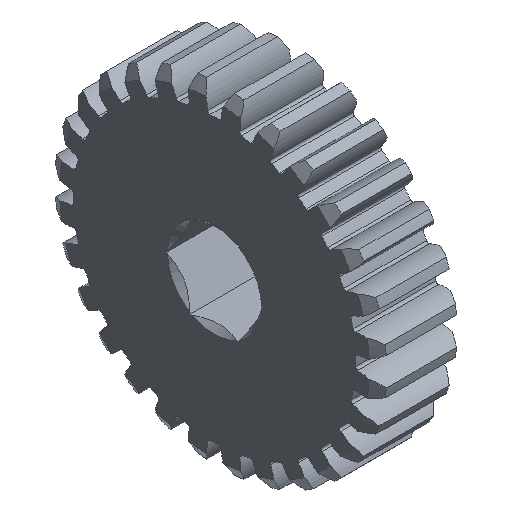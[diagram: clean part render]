
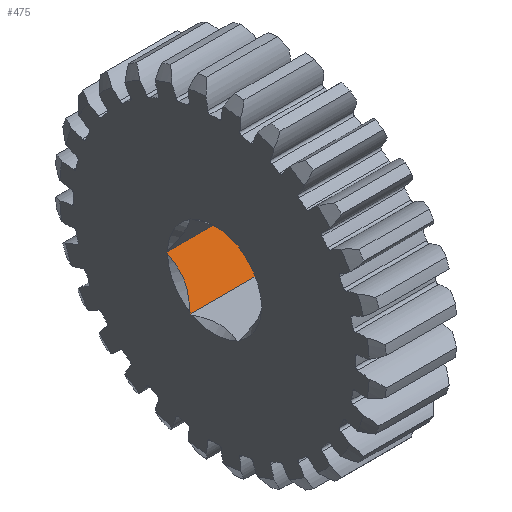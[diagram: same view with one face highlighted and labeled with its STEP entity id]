
A CAD part, isometric view. The second image highlights one B-rep face of the part: STEP entity #475.
In plain terms, the highlighted planar face has unit normal (0, -0.866, 0.5).
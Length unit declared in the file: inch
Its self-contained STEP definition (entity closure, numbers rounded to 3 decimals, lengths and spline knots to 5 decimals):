
#260=CARTESIAN_POINT('',(-0.1875,0.10825,-0.1875));
#261=VERTEX_POINT('',#260);
#352=CARTESIAN_POINT('',(0.2175,0.10825,-0.1875));
#353=VERTEX_POINT('',#352);
#360=CARTESIAN_POINT('',(0.2175,0.10825,-0.1875));
#361=DIRECTION('',(-1.0,0.0,0.0));
#362=VECTOR('',#361,0.405);
#363=LINE('',#360,#362);
#364=EDGE_CURVE('',#353,#261,#363,.T.);
#369=CARTESIAN_POINT('',(0.0,0.21651,0.));
#370=DIRECTION('',(0.0,0.866,-0.5));
#371=DIRECTION('',(-1.0,0.0,0.0));
#372=AXIS2_PLACEMENT_3D('',#369,#370,#371);
#373=PLANE('',#372);
#374=CARTESIAN_POINT('',(-0.1875,0.21238,-0.00715));
#375=VERTEX_POINT('',#374);
#376=CARTESIAN_POINT('',(-0.1875,0.21651,0.));
#377=VERTEX_POINT('',#376);
#378=CARTESIAN_POINT('',(-0.1875,0.21238,-0.00715));
#379=DIRECTION('',(0.0,0.5,0.866));
#380=VECTOR('',#379,0.00825);
#381=LINE('',#378,#380);
#382=EDGE_CURVE('',#375,#377,#381,.T.);
#383=ORIENTED_EDGE('',*,*,#382,.F.);
#384=CARTESIAN_POINT('',(-0.1625,0.16238,-0.09375));
#385=VERTEX_POINT('',#384);
#386=CARTESIAN_POINT('',(-0.1625,0.16238,-0.09375));
#387=CARTESIAN_POINT('',(-0.1625,0.18582,-0.05316));
#388=CARTESIAN_POINT('',(-0.1875,0.21238,-0.00715));
#396=(BOUNDED_CURVE()B_SPLINE_CURVE(2,(#386,#387,#388),.UNSPECIFIED.,.F.,.U.)B_SPLINE_CURVE_WITH_KNOTS((3,3),(0.26346,0.52692),.UNSPECIFIED.)CURVE()GEOMETRIC_REPRESENTATION_ITEM()RATIONAL_B_SPLINE_CURVE((1.0,1.033,1.0))REPRESENTATION_ITEM(''));
#397=EDGE_CURVE('',#385,#375,#396,.T.);
#398=ORIENTED_EDGE('',*,*,#397,.F.);
#399=CARTESIAN_POINT('',(-0.1875,0.11238,-0.18035));
#400=VERTEX_POINT('',#399);
#401=CARTESIAN_POINT('',(-0.1875,0.11238,-0.18035));
#402=CARTESIAN_POINT('',(-0.1625,0.13894,-0.13434));
#403=CARTESIAN_POINT('',(-0.1625,0.16238,-0.09375));
#411=(BOUNDED_CURVE()B_SPLINE_CURVE(2,(#401,#402,#403),.UNSPECIFIED.,.F.,.U.)B_SPLINE_CURVE_WITH_KNOTS((3,3),(0.0,0.26346),.UNSPECIFIED.)CURVE()GEOMETRIC_REPRESENTATION_ITEM()RATIONAL_B_SPLINE_CURVE((1.0,1.033,1.0))REPRESENTATION_ITEM(''));
#412=EDGE_CURVE('',#400,#385,#411,.T.);
#413=ORIENTED_EDGE('',*,*,#412,.F.);
#414=CARTESIAN_POINT('',(-0.1875,0.10825,-0.1875));
#415=DIRECTION('',(0.0,0.5,0.866));
#416=VECTOR('',#415,0.00825);
#417=LINE('',#414,#416);
#418=EDGE_CURVE('',#261,#400,#417,.T.);
#419=ORIENTED_EDGE('',*,*,#418,.F.);
#420=ORIENTED_EDGE('',*,*,#364,.F.);
#421=CARTESIAN_POINT('',(0.2175,0.11238,-0.18035));
#422=VERTEX_POINT('',#421);
#423=CARTESIAN_POINT('',(0.2175,0.11238,-0.18035));
#424=DIRECTION('',(0.0,-0.5,-0.866));
#425=VECTOR('',#424,0.00825);
#426=LINE('',#423,#425);
#427=EDGE_CURVE('',#422,#353,#426,.T.);
#428=ORIENTED_EDGE('',*,*,#427,.F.);
#429=CARTESIAN_POINT('',(0.1925,0.16238,-0.09375));
#430=VERTEX_POINT('',#429);
#431=CARTESIAN_POINT('',(0.1925,0.16238,-0.09375));
#432=CARTESIAN_POINT('',(0.1925,0.13894,-0.13434));
#433=CARTESIAN_POINT('',(0.2175,0.11238,-0.18035));
#441=(BOUNDED_CURVE()B_SPLINE_CURVE(2,(#431,#432,#433),.UNSPECIFIED.,.F.,.U.)B_SPLINE_CURVE_WITH_KNOTS((3,3),(0.26346,0.52692),.UNSPECIFIED.)CURVE()GEOMETRIC_REPRESENTATION_ITEM()RATIONAL_B_SPLINE_CURVE((1.0,1.033,1.0))REPRESENTATION_ITEM(''));
#442=EDGE_CURVE('',#430,#422,#441,.T.);
#443=ORIENTED_EDGE('',*,*,#442,.F.);
#444=CARTESIAN_POINT('',(0.2175,0.21238,-0.00715));
#445=VERTEX_POINT('',#444);
#446=CARTESIAN_POINT('',(0.2175,0.21238,-0.00715));
#447=CARTESIAN_POINT('',(0.1925,0.18582,-0.05316));
#448=CARTESIAN_POINT('',(0.1925,0.16238,-0.09375));
#456=(BOUNDED_CURVE()B_SPLINE_CURVE(2,(#446,#447,#448),.UNSPECIFIED.,.F.,.U.)B_SPLINE_CURVE_WITH_KNOTS((3,3),(0.0,0.26346),.UNSPECIFIED.)CURVE()GEOMETRIC_REPRESENTATION_ITEM()RATIONAL_B_SPLINE_CURVE((1.0,1.033,1.0))REPRESENTATION_ITEM(''));
#457=EDGE_CURVE('',#445,#430,#456,.T.);
#458=ORIENTED_EDGE('',*,*,#457,.F.);
#459=CARTESIAN_POINT('',(0.2175,0.21651,0.));
#460=VERTEX_POINT('',#459);
#461=CARTESIAN_POINT('',(0.2175,0.21651,0.));
#462=DIRECTION('',(0.0,-0.5,-0.866));
#463=VECTOR('',#462,0.00825);
#464=LINE('',#461,#463);
#465=EDGE_CURVE('',#460,#445,#464,.T.);
#466=ORIENTED_EDGE('',*,*,#465,.F.);
#467=CARTESIAN_POINT('',(0.2175,0.21651,0.));
#468=DIRECTION('',(-1.0,0.0,0.0));
#469=VECTOR('',#468,0.405);
#470=LINE('',#467,#469);
#471=EDGE_CURVE('',#460,#377,#470,.T.);
#472=ORIENTED_EDGE('',*,*,#471,.T.);
#473=EDGE_LOOP('',(#383,#398,#413,#419,#420,#428,#443,#458,#466,#472));
#474=FACE_OUTER_BOUND('',#473,.T.);
#475=ADVANCED_FACE('',(#474),#373,.F.);
